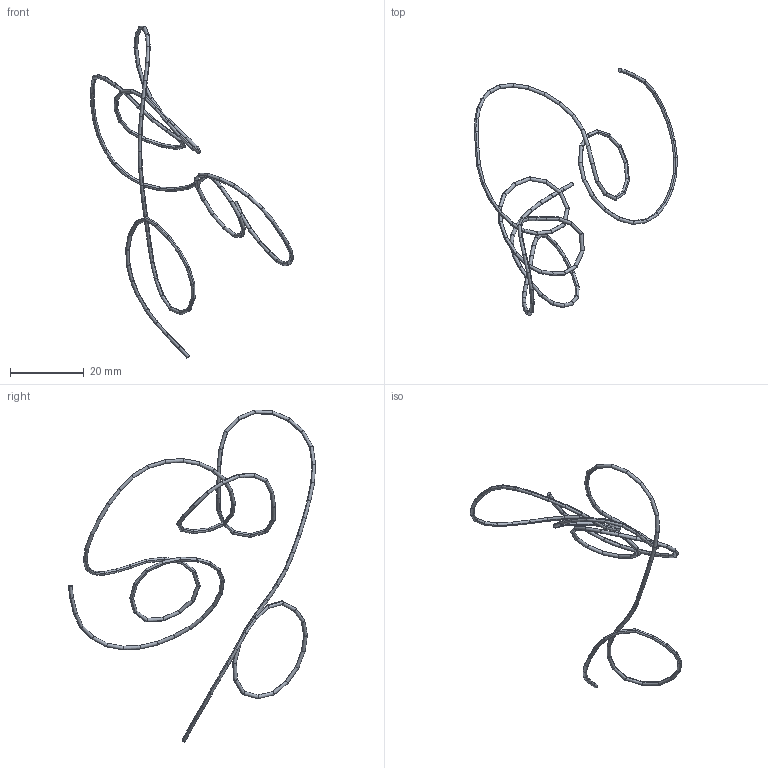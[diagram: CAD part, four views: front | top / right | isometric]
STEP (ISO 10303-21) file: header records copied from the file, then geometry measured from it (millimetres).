
FILE_DESCRIPTION(('STEP AP214'),'1');
FILE_NAME('Endocardial_01_Lead.step','2024-02-05T21:40:01',(' '),('ANSOFT Corporation'),'Spatial InterOp 3D',' ',' ');
FILE_SCHEMA(('AUTOMOTIVE_DESIGN { 1 0 10303 214 1 1 1 1 }'));
Length unit declared in the file: millimetre
Products named in the file (1): Lead1
Bounding box: 54.98 x 67.04 x 90.05 mm (x, y, z)
Volume: 455.5 mm3; surface area: 1823.5 mm2
Topology: 1 solids, 1 shells, 240 faces, 703 edges, 465 vertices
Faces by surface type: cylinder 238, plane 2
Entity records: 8268 total; most frequent: DIRECTION 1650, CARTESIAN_POINT 1409, ORIENTED_EDGE 1406, AXIS2_PLACEMENT_3D 706, EDGE_CURVE 703, VERTEX_POINT 465, ELLIPSE 459, ADVANCED_FACE 240
